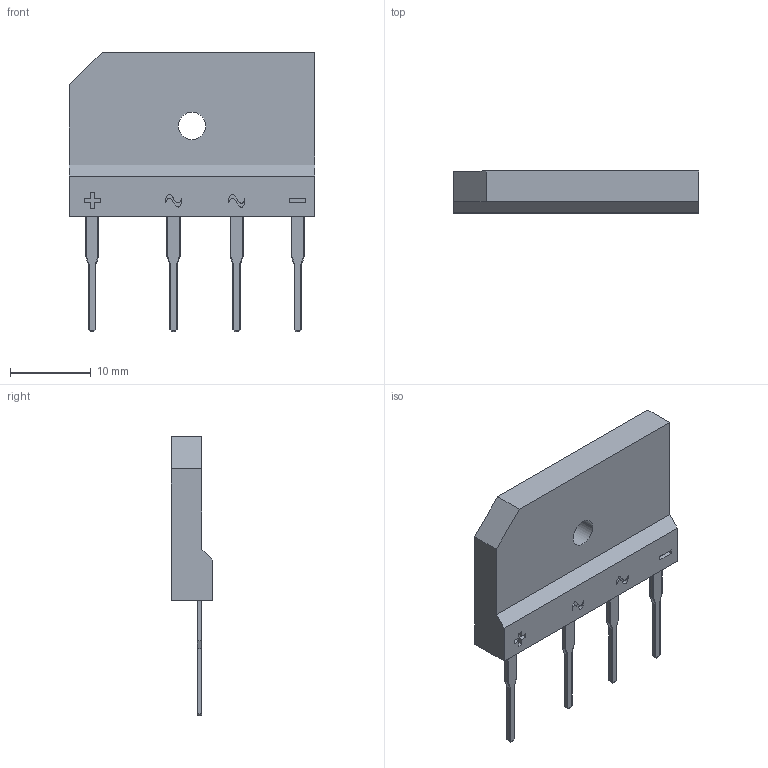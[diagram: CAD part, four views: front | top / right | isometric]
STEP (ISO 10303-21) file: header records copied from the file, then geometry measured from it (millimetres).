
FILE_DESCRIPTION(('FreeCAD Model'),'2;1');
FILE_NAME('GBJ10M.STEP', '2017-12-15T19:31:28',(''),(''),'Open CASCADE STEP processor 7.1', 'FreeCAD','Unknown');
FILE_SCHEMA(('AUTOMOTIVE_DESIGN { 1 0 10303 214 1 1 1 1 }'));
Length unit declared in the file: millimetre
Products named in the file (1): GBJ10M
Bounding box: 30.3 x 5.16 x 34.54 mm (x, y, z)
Volume: 2543.1 mm3; surface area: 1898.2 mm2
Topology: 5 solids, 5 shells, 159 faces, 2597 edges, 13582 vertices
Faces by surface type: plane 153, bspline 4, cylinder 2
Entity records: 32352 total; most frequent: CARTESIAN_POINT 16599, DIRECTION 2881, LINE 2513, VECTOR 2513, GEOMETRIC_CURVE_SET 2227, TRIMMED_CURVE 2226, ORIENTED_EDGE 742, EDGE_CURVE 371
